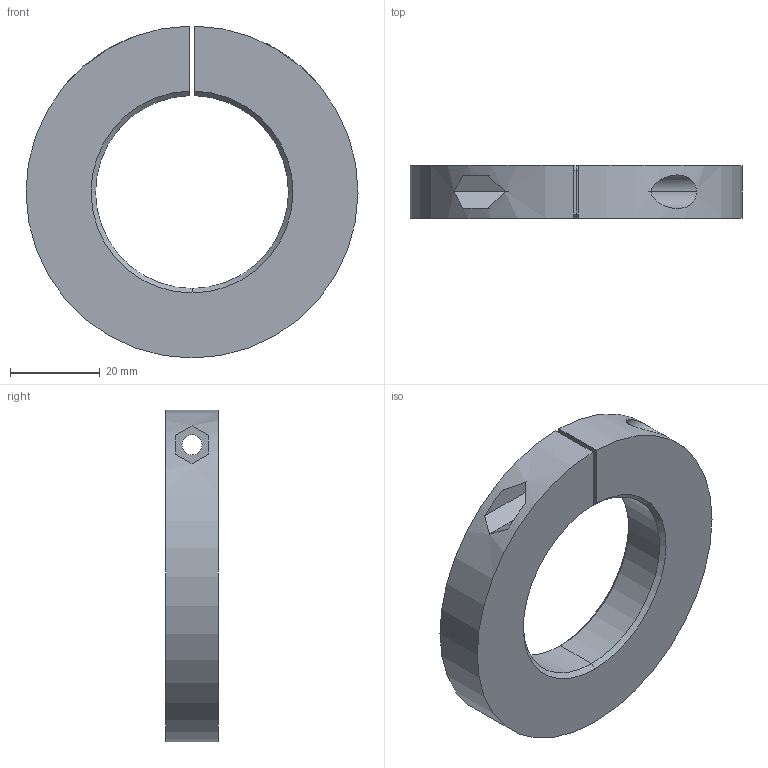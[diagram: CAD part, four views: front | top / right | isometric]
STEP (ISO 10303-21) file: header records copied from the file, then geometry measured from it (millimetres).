
FILE_DESCRIPTION(('CATIA V5 STEP Exchange'),'2;1');
FILE_NAME('Coveradapter.stp','2017-04-21T14:28:29+00:00',('none'),('none'),'CATIA Version 5-6 Release 2014','CATIA V5 STEP AP203','none');
FILE_SCHEMA(('CONFIG_CONTROL_DESIGN'));
Length unit declared in the file: millimetre
Products named in the file (1): Coveradapter
Bounding box: 74 x 11.75 x 74 mm (x, y, z)
Volume: 31695.6 mm3; surface area: 10922.8 mm2
Topology: 1 solids, 1 shells, 26 faces, 64 edges, 42 vertices
Faces by surface type: plane 12, cylinder 10, cone 4
Entity records: 825 total; most frequent: CARTESIAN_POINT 201, ORIENTED_EDGE 128, DIRECTION 94, EDGE_CURVE 64, AXIS2_PLACEMENT_3D 45, VERTEX_POINT 42, EDGE_LOOP 32, VECTOR 30
